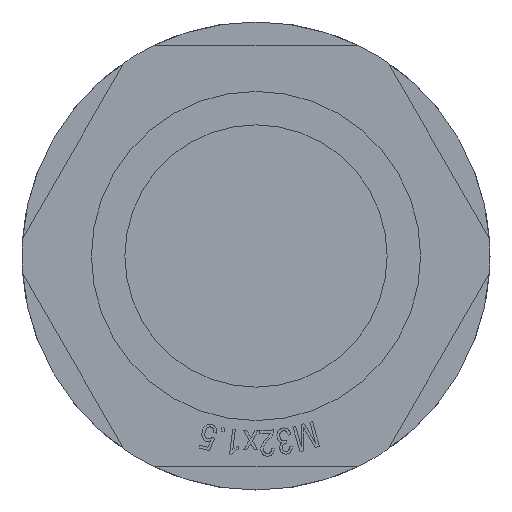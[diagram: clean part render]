
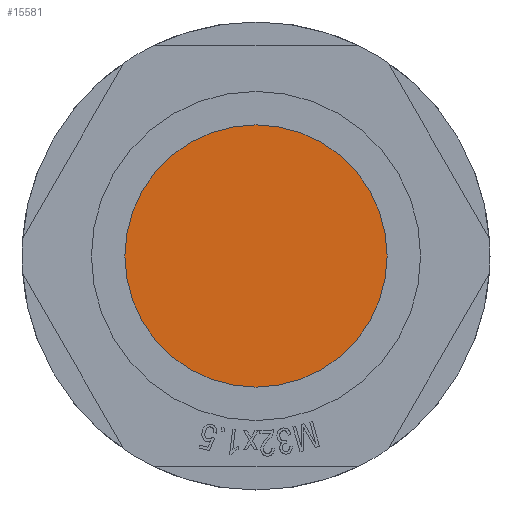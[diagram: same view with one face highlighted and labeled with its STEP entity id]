
A CAD part, front view. The second image highlights one B-rep face of the part: STEP entity #15581.
In plain terms, the highlighted planar face has unit normal (0, -1, 0).
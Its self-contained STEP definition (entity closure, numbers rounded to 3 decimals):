
#245 = DIRECTION ( 'NONE',  ( 0., 1., 0. ) ) ;
#462 = DIRECTION ( 'NONE',  ( 0., -1., 0. ) ) ;
#2510 = CARTESIAN_POINT ( 'NONE',  ( 0., 50.7, 0. ) ) ;
#2560 = AXIS2_PLACEMENT_3D ( 'NONE', #9430, #462, #10919 ) ;
#3196 = CARTESIAN_POINT ( 'NONE',  ( 12.75, 50.7, 0. ) ) ;
#3197 = PLANE ( 'NONE',  #5737 ) ;
#3244 = ORIENTED_EDGE ( 'NONE', *, *, #13775, .T. ) ;
#4019 = DIRECTION ( 'NONE',  ( -1., 0., 0. ) ) ;
#5039 = CIRCLE ( 'NONE', #2560, 12.75 ) ;
#5737 = AXIS2_PLACEMENT_3D ( 'NONE', #9224, #245, #10709 ) ;
#7124 = AXIS2_PLACEMENT_3D ( 'NONE', #2510, #12948, #4019 ) ;
#7286 = EDGE_LOOP ( 'NONE', ( #3244, #11957 ) ) ;
#7385 = CIRCLE ( 'NONE', #7124, 12.75 ) ;
#7937 = FACE_OUTER_BOUND ( 'NONE', #7286, .T. ) ;
#9224 = CARTESIAN_POINT ( 'NONE',  ( 0., 50.7, 0. ) ) ;
#9430 = CARTESIAN_POINT ( 'NONE',  ( 0., 50.7, 0. ) ) ;
#10709 = DIRECTION ( 'NONE',  ( -1., 0., 0. ) ) ;
#10919 = DIRECTION ( 'NONE',  ( -1., 0., 0. ) ) ;
#11957 = ORIENTED_EDGE ( 'NONE', *, *, #16963, .T. ) ;
#12377 = VERTEX_POINT ( 'NONE', #3196 ) ;
#12948 = DIRECTION ( 'NONE',  ( 0., -1., 0. ) ) ;
#13775 = EDGE_CURVE ( 'NONE', #12377, #16723, #5039, .T. ) ;
#15581 = ADVANCED_FACE ( 'NONE', ( #7937 ), #3197, .F. ) ;
#16723 = VERTEX_POINT ( 'NONE', #19215 ) ;
#16963 = EDGE_CURVE ( 'NONE', #16723, #12377, #7385, .T. ) ;
#19215 = CARTESIAN_POINT ( 'NONE',  ( -12.75, 50.7, 0. ) ) ;
